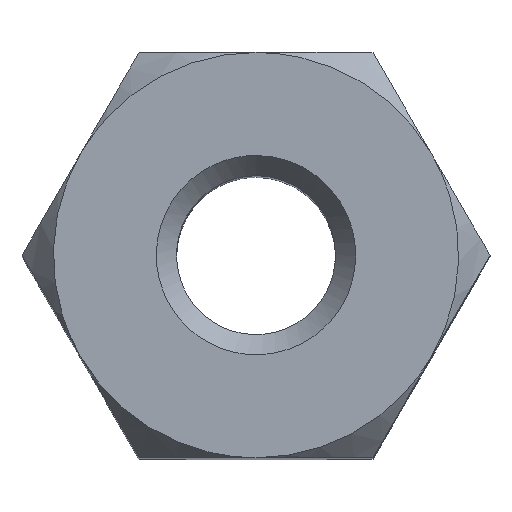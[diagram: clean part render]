
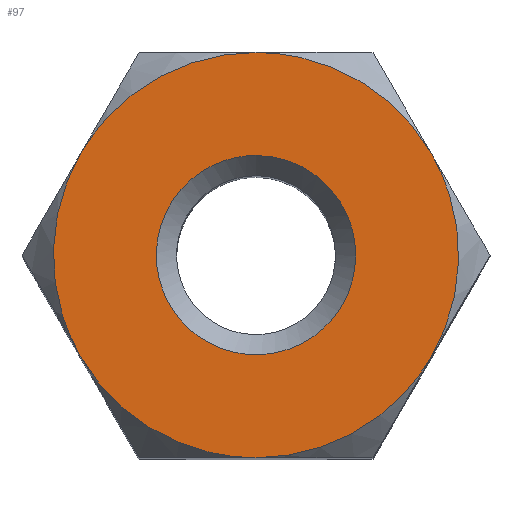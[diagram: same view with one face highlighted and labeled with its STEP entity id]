
A CAD part, top view. The second image highlights one B-rep face of the part: STEP entity #97.
In plain terms, the highlighted free-form (B-spline) face has degree [1, 1] with [2, 2] control points.
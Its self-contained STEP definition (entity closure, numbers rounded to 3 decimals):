
#24 = VERTEX_POINT('',#25);
#25 = CARTESIAN_POINT('',(0.,-2.,5.));
#34 = EDGE_CURVE('',#35,#24,#37,.T.);
#35 = VERTEX_POINT('',#36);
#36 = CARTESIAN_POINT('',(-1.732,-1.,5.));
#37 = ( BOUNDED_CURVE() B_SPLINE_CURVE(2,(#38,#39,#40),.UNSPECIFIED.,.F.
,.F.) B_SPLINE_CURVE_WITH_KNOTS((3,3),(3.665,4.712),
.PIECEWISE_BEZIER_KNOTS.) CURVE() GEOMETRIC_REPRESENTATION_ITEM() 
RATIONAL_B_SPLINE_CURVE((1.,0.866,1.)) REPRESENTATION_ITEM('') 
  );
#38 = CARTESIAN_POINT('',(-1.732,-1.,5.));
#39 = CARTESIAN_POINT('',(-1.155,-2.,5.));
#40 = CARTESIAN_POINT('',(0.,-2.,5.));
#64 = VERTEX_POINT('',#65);
#65 = CARTESIAN_POINT('',(1.732,-1.,5.));
#76 = EDGE_CURVE('',#24,#64,#77,.T.);
#77 = ( BOUNDED_CURVE() B_SPLINE_CURVE(2,(#78,#79,#80),.UNSPECIFIED.,.F.
,.F.) B_SPLINE_CURVE_WITH_KNOTS((3,3),(4.712,5.76),
.PIECEWISE_BEZIER_KNOTS.) CURVE() GEOMETRIC_REPRESENTATION_ITEM() 
RATIONAL_B_SPLINE_CURVE((1.,0.866,1.)) REPRESENTATION_ITEM('') 
  );
#78 = CARTESIAN_POINT('',(0.,-2.,5.));
#79 = CARTESIAN_POINT('',(1.155,-2.,5.));
#80 = CARTESIAN_POINT('',(1.732,-1.,5.));
#97 = ADVANCED_FACE('',(#98,#112),#146,.T.);
#98 = FACE_BOUND('',#99,.T.);
#99 = EDGE_LOOP('',(#100));
#100 = ORIENTED_EDGE('',*,*,#101,.T.);
#101 = EDGE_CURVE('',#102,#102,#104,.T.);
#102 = VERTEX_POINT('',#103);
#103 = CARTESIAN_POINT('',(0.,0.984,5.));
#104 = ( BOUNDED_CURVE() B_SPLINE_CURVE(2,(#105,#106,#107,#108,#109,#110
,#111),.UNSPECIFIED.,.T.,.F.) B_SPLINE_CURVE_WITH_KNOTS((1,2,2,2,2,1),(
    -2.094,0.,2.094,4.189,6.283,
8.378),.UNSPECIFIED.) CURVE() GEOMETRIC_REPRESENTATION_ITEM() 
RATIONAL_B_SPLINE_CURVE((1.,0.5,1.,0.5,1.,0.5,1.)) REPRESENTATION_ITEM(
  '') );
#105 = CARTESIAN_POINT('',(0.,0.984,5.));
#106 = CARTESIAN_POINT('',(1.703,0.984,5.));
#107 = CARTESIAN_POINT('',(0.852,-0.492,5.));
#108 = CARTESIAN_POINT('',(0.,-1.967,5.));
#109 = CARTESIAN_POINT('',(-0.852,-0.492,5.));
#110 = CARTESIAN_POINT('',(-1.703,0.984,5.));
#111 = CARTESIAN_POINT('',(0.,0.984,5.));
#112 = FACE_BOUND('',#113,.T.);
#113 = EDGE_LOOP('',(#114,#115,#123,#131,#139,#145));
#114 = ORIENTED_EDGE('',*,*,#76,.T.);
#115 = ORIENTED_EDGE('',*,*,#116,.T.);
#116 = EDGE_CURVE('',#64,#117,#119,.T.);
#117 = VERTEX_POINT('',#118);
#118 = CARTESIAN_POINT('',(1.732,1.,5.));
#119 = ( BOUNDED_CURVE() B_SPLINE_CURVE(2,(#120,#121,#122),
.UNSPECIFIED.,.F.,.F.) B_SPLINE_CURVE_WITH_KNOTS((3,3),(5.76,
6.807),.PIECEWISE_BEZIER_KNOTS.) CURVE() 
GEOMETRIC_REPRESENTATION_ITEM() RATIONAL_B_SPLINE_CURVE((1.,
0.866,1.)) REPRESENTATION_ITEM('') );
#120 = CARTESIAN_POINT('',(1.732,-1.,5.));
#121 = CARTESIAN_POINT('',(2.309,0.,5.));
#122 = CARTESIAN_POINT('',(1.732,1.,5.));
#123 = ORIENTED_EDGE('',*,*,#124,.T.);
#124 = EDGE_CURVE('',#117,#125,#127,.T.);
#125 = VERTEX_POINT('',#126);
#126 = CARTESIAN_POINT('',(0.,2.,5.));
#127 = ( BOUNDED_CURVE() B_SPLINE_CURVE(2,(#128,#129,#130),
.UNSPECIFIED.,.F.,.F.) B_SPLINE_CURVE_WITH_KNOTS((3,3),(0.524,
1.571),.PIECEWISE_BEZIER_KNOTS.) CURVE() 
GEOMETRIC_REPRESENTATION_ITEM() RATIONAL_B_SPLINE_CURVE((1.,
0.866,1.)) REPRESENTATION_ITEM('') );
#128 = CARTESIAN_POINT('',(1.732,1.,5.));
#129 = CARTESIAN_POINT('',(1.155,2.,5.));
#130 = CARTESIAN_POINT('',(0.,2.,5.));
#131 = ORIENTED_EDGE('',*,*,#132,.T.);
#132 = EDGE_CURVE('',#125,#133,#135,.T.);
#133 = VERTEX_POINT('',#134);
#134 = CARTESIAN_POINT('',(-1.732,1.,5.));
#135 = ( BOUNDED_CURVE() B_SPLINE_CURVE(2,(#136,#137,#138),
.UNSPECIFIED.,.F.,.F.) B_SPLINE_CURVE_WITH_KNOTS((3,3),(1.571,
2.618),.PIECEWISE_BEZIER_KNOTS.) CURVE() 
GEOMETRIC_REPRESENTATION_ITEM() RATIONAL_B_SPLINE_CURVE((1.,
0.866,1.)) REPRESENTATION_ITEM('') );
#136 = CARTESIAN_POINT('',(0.,2.,5.));
#137 = CARTESIAN_POINT('',(-1.155,2.,5.));
#138 = CARTESIAN_POINT('',(-1.732,1.,5.));
#139 = ORIENTED_EDGE('',*,*,#140,.T.);
#140 = EDGE_CURVE('',#133,#35,#141,.T.);
#141 = ( BOUNDED_CURVE() B_SPLINE_CURVE(2,(#142,#143,#144),
.UNSPECIFIED.,.F.,.F.) B_SPLINE_CURVE_WITH_KNOTS((3,3),(2.618,
3.665),.PIECEWISE_BEZIER_KNOTS.) CURVE() 
GEOMETRIC_REPRESENTATION_ITEM() RATIONAL_B_SPLINE_CURVE((1.,
0.866,1.)) REPRESENTATION_ITEM('') );
#142 = CARTESIAN_POINT('',(-1.732,1.,5.));
#143 = CARTESIAN_POINT('',(-2.309,0.,5.));
#144 = CARTESIAN_POINT('',(-1.732,-1.,5.));
#145 = ORIENTED_EDGE('',*,*,#34,.T.);
#146 = B_SPLINE_SURFACE_WITH_KNOTS('',1,1,(
    (#147,#148)
    ,(#149,#150
    )),.UNSPECIFIED.,.F.,.F.,.F.,(2,2),(2,2),(-2.,2.),(-2.,2.),
  .PIECEWISE_BEZIER_KNOTS.);
#147 = CARTESIAN_POINT('',(-2.,-2.,5.));
#148 = CARTESIAN_POINT('',(-2.,2.,5.));
#149 = CARTESIAN_POINT('',(2.,-2.,5.));
#150 = CARTESIAN_POINT('',(2.,2.,5.));
